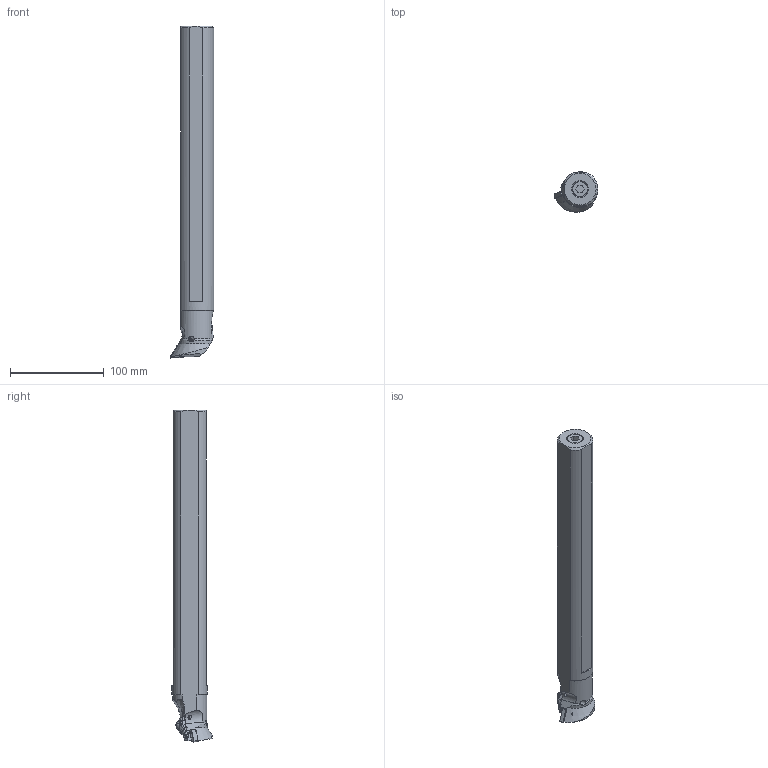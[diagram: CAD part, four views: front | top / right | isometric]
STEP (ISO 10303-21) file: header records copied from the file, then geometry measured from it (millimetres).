
FILE_DESCRIPTION(/* description */ (''),/* implementation_level */ '2;1');
FILE_NAME(/* name */ 'S-DDUNR-244-C.stp',/* time_stamp */ '2021-12-22T09:38:56+09:00',/* author */ (''),/* organization */ (''),/* preprocessor_version */ 'ST-DEVELOPER v16',/* originating_system */ 'SIEMENS PLM Software NX 10.0',/* authorisation */ '');
FILE_SCHEMA (('AUTOMOTIVE_DESIGN { 1 0 10303 214 3 1 1 1 }'));
Length unit declared in the file: millimetre
Products named in the file (1): S-DDUNR-244-C_ASM
Bounding box: 46.8 x 43.07 x 355.1 mm (x, y, z)
Volume: 336133.4 mm3; surface area: 59175.2 mm2
Topology: 7 solids, 7 shells, 302 faces, 807 edges, 519 vertices
Faces by surface type: cylinder 107, plane 77, bspline 62, cone 34, torus 15, sphere 6, extrusion 1
Entity records: 13143 total; most frequent: CARTESIAN_POINT 5802, ORIENTED_EDGE 1598, DIRECTION 1411, EDGE_CURVE 799, AXIS2_PLACEMENT_3D 576, VERTEX_POINT 516, EDGE_LOOP 317, ADVANCED_FACE 302
